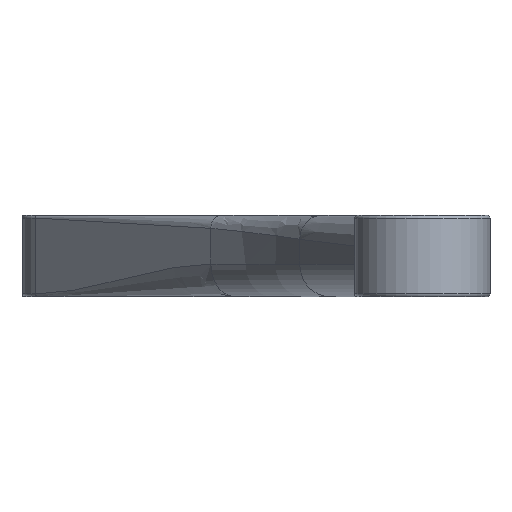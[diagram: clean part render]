
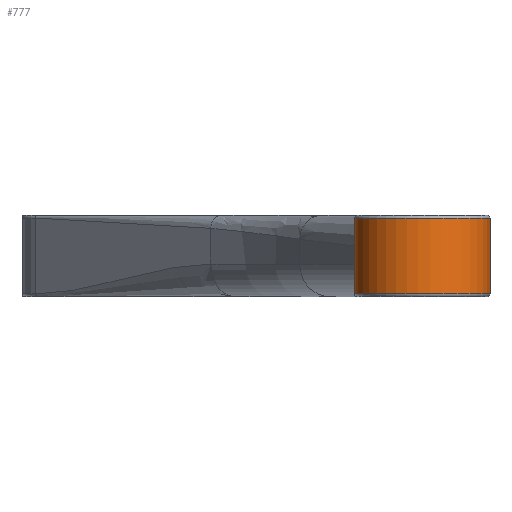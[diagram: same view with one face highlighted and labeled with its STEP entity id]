
A CAD part, front view. The second image highlights one B-rep face of the part: STEP entity #777.
In plain terms, the highlighted cylindrical face has radius 12.5 mm (diameter 25 mm), a partial arc.
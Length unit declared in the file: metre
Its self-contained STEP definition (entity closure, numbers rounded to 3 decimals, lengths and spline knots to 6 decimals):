
#47=CYLINDRICAL_SURFACE('',#858,0.0125);
#72=CIRCLE('',#859,0.0125);
#73=CIRCLE('',#860,0.0125);
#117=B_SPLINE_CURVE_WITH_KNOTS('',3,(#1640,#1641,#1642,#1643,#1644,#1645,
#1646),.UNSPECIFIED.,.F.,.F.,(4,1,1,1,4),(0.,0.000684,0.001368,
0.002052,0.002736),.UNSPECIFIED.);
#118=B_SPLINE_CURVE_WITH_KNOTS('',3,(#1647,#1648,#1649,#1650,#1651,#1652,
#1653),.UNSPECIFIED.,.F.,.F.,(4,1,1,1,4),(0.,0.000684,0.001368,
0.002052,0.002736),.UNSPECIFIED.);
#119=B_SPLINE_CURVE_WITH_KNOTS('',3,(#1655,#1656,#1657,#1658,#1659,#1660,
#1661),.UNSPECIFIED.,.F.,.F.,(4,1,1,1,4),(0.,0.000684,0.001368,
0.002052,0.002736),.UNSPECIFIED.);
#120=B_SPLINE_CURVE_WITH_KNOTS('',3,(#1662,#1663,#1664,#1665,#1666,#1667,
#1668),.UNSPECIFIED.,.F.,.F.,(4,1,1,1,4),(0.,0.000684,0.001368,
0.002052,0.002736),.UNSPECIFIED.);
#207=ORIENTED_EDGE('',*,*,#425,.T.);
#208=ORIENTED_EDGE('',*,*,#431,.T.);
#209=ORIENTED_EDGE('',*,*,#383,.F.);
#210=ORIENTED_EDGE('',*,*,#432,.F.);
#211=ORIENTED_EDGE('',*,*,#389,.F.);
#212=ORIENTED_EDGE('',*,*,#433,.F.);
#213=ORIENTED_EDGE('',*,*,#387,.F.);
#214=ORIENTED_EDGE('',*,*,#434,.T.);
#215=ORIENTED_EDGE('',*,*,#429,.T.);
#216=ORIENTED_EDGE('',*,*,#435,.F.);
#217=ORIENTED_EDGE('',*,*,#427,.T.);
#218=ORIENTED_EDGE('',*,*,#436,.F.);
#383=EDGE_CURVE('',#501,#502,#573,.T.);
#387=EDGE_CURVE('',#505,#506,#575,.T.);
#389=EDGE_CURVE('',#507,#508,#576,.T.);
#425=EDGE_CURVE('',#532,#531,#592,.T.);
#427=EDGE_CURVE('',#534,#533,#593,.T.);
#429=EDGE_CURVE('',#536,#535,#594,.T.);
#431=EDGE_CURVE('',#531,#502,#72,.T.);
#432=EDGE_CURVE('',#508,#501,#117,.T.);
#433=EDGE_CURVE('',#506,#507,#118,.T.);
#434=EDGE_CURVE('',#505,#536,#73,.F.);
#435=EDGE_CURVE('',#534,#535,#119,.T.);
#436=EDGE_CURVE('',#532,#533,#120,.T.);
#501=VERTEX_POINT('',#1132);
#502=VERTEX_POINT('',#1133);
#505=VERTEX_POINT('',#1279);
#506=VERTEX_POINT('',#1281);
#507=VERTEX_POINT('',#1283);
#508=VERTEX_POINT('',#1285);
#531=VERTEX_POINT('',#1596);
#532=VERTEX_POINT('',#1598);
#533=VERTEX_POINT('',#1600);
#534=VERTEX_POINT('',#1602);
#535=VERTEX_POINT('',#1604);
#536=VERTEX_POINT('',#1606);
#573=LINE('',#1131,#599);
#575=LINE('',#1280,#601);
#576=LINE('',#1284,#602);
#592=LINE('',#1597,#618);
#593=LINE('',#1601,#619);
#594=LINE('',#1605,#620);
#599=VECTOR('',#925,1.);
#601=VECTOR('',#927,1.);
#602=VECTOR('',#930,1.);
#618=VECTOR('',#992,1.);
#619=VECTOR('',#995,1.);
#620=VECTOR('',#998,1.);
#638=EDGE_LOOP('',(#207,#208,#209,#210,#211,#212,#213,#214,#215,#216,#217,
#218));
#702=FACE_BOUND('',#638,.T.);
#777=ADVANCED_FACE('',(#702),#47,.T.);
#858=AXIS2_PLACEMENT_3D('',#1638,#999,#1000);
#859=AXIS2_PLACEMENT_3D('',#1639,#1001,#1002);
#860=AXIS2_PLACEMENT_3D('',#1654,#1003,#1004);
#925=DIRECTION('',(0.,0.,-1.));
#927=DIRECTION('',(0.,0.,-1.));
#930=DIRECTION('',(0.,0.,-1.));
#992=DIRECTION('',(0.,0.,-1.));
#995=DIRECTION('',(0.,0.,-1.));
#998=DIRECTION('',(0.,0.,-1.));
#999=DIRECTION('',(0.,0.,-1.));
#1000=DIRECTION('',(-1.,0.,0.));
#1001=DIRECTION('',(0.,0.,1.));
#1002=DIRECTION('',(1.,0.,0.));
#1003=DIRECTION('',(0.,0.,1.));
#1004=DIRECTION('',(1.,0.,0.));
#1131=CARTESIAN_POINT('',(0.011579,0.00471,0.015));
#1132=CARTESIAN_POINT('',(0.011579,0.00471,0.001625));
#1133=CARTESIAN_POINT('',(0.011579,0.00471,0.0005));
#1279=CARTESIAN_POINT('',(0.011579,0.00471,0.0145));
#1280=CARTESIAN_POINT('',(0.011579,0.00471,0.015));
#1281=CARTESIAN_POINT('',(0.011579,0.00471,0.013375));
#1283=CARTESIAN_POINT('',(0.011579,0.00471,0.011625));
#1284=CARTESIAN_POINT('',(0.011579,0.00471,0.015));
#1285=CARTESIAN_POINT('',(0.011579,0.00471,0.003375));
#1596=CARTESIAN_POINT('',(-0.0125,0.,0.0005));
#1597=CARTESIAN_POINT('',(-0.0125,0.,0.015));
#1598=CARTESIAN_POINT('',(-0.0125,0.,0.001625));
#1600=CARTESIAN_POINT('',(-0.0125,0.,0.003375));
#1601=CARTESIAN_POINT('',(-0.0125,0.,0.015));
#1602=CARTESIAN_POINT('',(-0.0125,0.,0.011625));
#1604=CARTESIAN_POINT('',(-0.0125,0.,0.013375));
#1605=CARTESIAN_POINT('',(-0.0125,0.,0.015));
#1606=CARTESIAN_POINT('',(-0.0125,0.,0.0145));
#1638=CARTESIAN_POINT('',(0.,0.,0.015));
#1639=CARTESIAN_POINT('',(0.,0.,0.0005));
#1640=CARTESIAN_POINT('',(0.011579,0.00471,0.003375));
#1641=CARTESIAN_POINT('',(0.011666,0.004495,0.003375));
#1642=CARTESIAN_POINT('',(0.011822,0.00407,0.003185));
#1643=CARTESIAN_POINT('',(0.011909,0.003797,0.002501));
#1644=CARTESIAN_POINT('',(0.011823,0.004069,0.001815));
#1645=CARTESIAN_POINT('',(0.011666,0.004495,0.001625));
#1646=CARTESIAN_POINT('',(0.011579,0.00471,0.001625));
#1647=CARTESIAN_POINT('',(0.011579,0.00471,0.013375));
#1648=CARTESIAN_POINT('',(0.011666,0.004495,0.013375));
#1649=CARTESIAN_POINT('',(0.011822,0.00407,0.013185));
#1650=CARTESIAN_POINT('',(0.011909,0.003797,0.012501));
#1651=CARTESIAN_POINT('',(0.011823,0.004069,0.011815));
#1652=CARTESIAN_POINT('',(0.011666,0.004495,0.011625));
#1653=CARTESIAN_POINT('',(0.011579,0.00471,0.011625));
#1654=CARTESIAN_POINT('',(0.,0.,0.0145));
#1655=CARTESIAN_POINT('',(-0.0125,0.,0.011625));
#1656=CARTESIAN_POINT('',(-0.0125,-0.000231,0.011625));
#1657=CARTESIAN_POINT('',(-0.012485,-0.000684,0.011815));
#1658=CARTESIAN_POINT('',(-0.012462,-0.00097,0.012499));
#1659=CARTESIAN_POINT('',(-0.012485,-0.000685,0.013185));
#1660=CARTESIAN_POINT('',(-0.0125,-0.000231,0.013375));
#1661=CARTESIAN_POINT('',(-0.0125,0.,0.013375));
#1662=CARTESIAN_POINT('',(-0.0125,0.,0.001625));
#1663=CARTESIAN_POINT('',(-0.0125,-0.000231,0.001625));
#1664=CARTESIAN_POINT('',(-0.012485,-0.000684,0.001815));
#1665=CARTESIAN_POINT('',(-0.012462,-0.00097,0.002499));
#1666=CARTESIAN_POINT('',(-0.012485,-0.000685,0.003185));
#1667=CARTESIAN_POINT('',(-0.0125,-0.000231,0.003375));
#1668=CARTESIAN_POINT('',(-0.0125,0.,0.003375));
